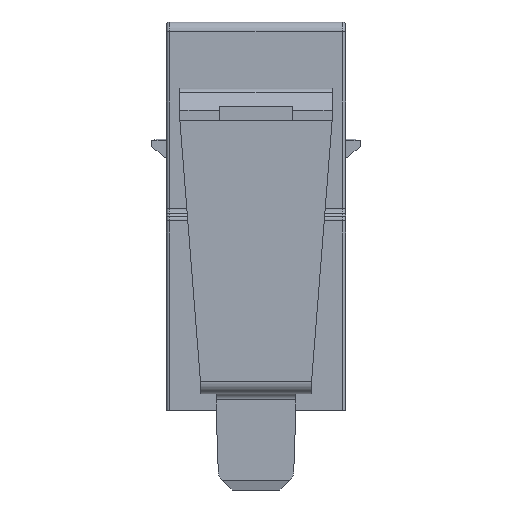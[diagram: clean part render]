
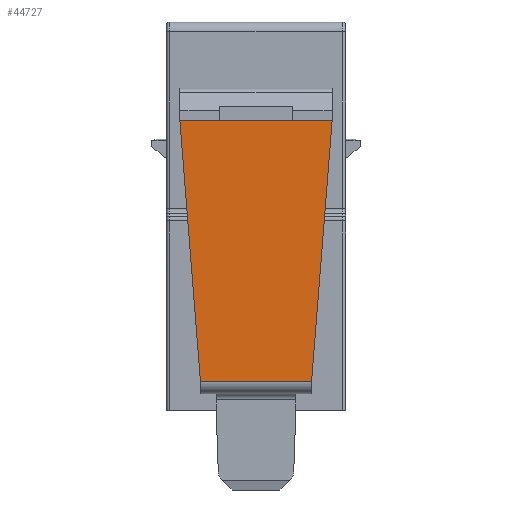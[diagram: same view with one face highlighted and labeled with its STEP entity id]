
A CAD part, front view. The second image highlights one B-rep face of the part: STEP entity #44727.
In plain terms, the highlighted planar face has unit normal (0, -1, 0).
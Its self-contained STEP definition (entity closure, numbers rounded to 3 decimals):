
#25751 = CARTESIAN_POINT ( 'NONE',  ( -6.2, -6.75, -14.4 ) ) ;
#25752 = LINE ( 'NONE', #25751, #25825 ) ;
#25823 = DIRECTION ( 'NONE',  ( 1., 0., 0. ) ) ;
#25825 = VECTOR ( 'NONE', #25823, 1000. ) ;
#25835 = CARTESIAN_POINT ( 'NONE',  ( 4.527, -6.75, -14.4 ) ) ;
#25859 = CARTESIAN_POINT ( 'NONE',  ( -6.2, -6.75, 6.9 ) ) ;
#25882 = CARTESIAN_POINT ( 'NONE',  ( 6.2, -6.75, 6.812 ) ) ;
#25898 = VECTOR ( 'NONE', #26000, 1000. ) ;
#25899 = CARTESIAN_POINT ( 'NONE',  ( 6.2, -6.75, 6.9 ) ) ;
#25900 = LINE ( 'NONE', #25899, #25898 ) ;
#25914 = DIRECTION ( 'NONE',  ( -0.079, 0., -0.997 ) ) ;
#25921 = VECTOR ( 'NONE', #25914, 1000. ) ;
#25923 = CARTESIAN_POINT ( 'NONE',  ( 4.5, -6.75, -14.737 ) ) ;
#25925 = LINE ( 'NONE', #25923, #25921 ) ;
#25926 = DIRECTION ( 'NONE',  ( 0., 0., 1. ) ) ;
#25928 = VECTOR ( 'NONE', #25926, 1000. ) ;
#25943 = CARTESIAN_POINT ( 'NONE',  ( -6.2, -6.75, 6.9 ) ) ;
#25944 = LINE ( 'NONE', #25943, #25928 ) ;
#25951 = CARTESIAN_POINT ( 'NONE',  ( 6.2, -6.75, 6.9 ) ) ;
#25954 = LINE ( 'NONE', #26064, #26063 ) ;
#25955 = FACE_OUTER_BOUND ( 'NONE', #43910, .T. ) ;
#25987 = CARTESIAN_POINT ( 'NONE',  ( -6.2, -6.75, 6.9 ) ) ;
#25988 = LINE ( 'NONE', #25987, #26046 ) ;
#26000 = DIRECTION ( 'NONE',  ( 0., 0., 1. ) ) ;
#26024 = CARTESIAN_POINT ( 'NONE',  ( -6.2, -6.75, 6.812 ) ) ;
#26044 = DIRECTION ( 'NONE',  ( 1., 0., 0. ) ) ;
#26046 = VECTOR ( 'NONE', #26044, 1000. ) ;
#26049 = PLANE ( 'NONE',  #26065 ) ;
#26062 = DIRECTION ( 'NONE',  ( -0.079, 0., 0.997 ) ) ;
#26063 = VECTOR ( 'NONE', #26062, 1000. ) ;
#26064 = CARTESIAN_POINT ( 'NONE',  ( -4.5, -6.75, -14.737 ) ) ;
#26065 = AXIS2_PLACEMENT_3D ( 'NONE', #26095, #26094, #26093 ) ;
#26093 = DIRECTION ( 'NONE',  ( 0., 0., -1. ) ) ;
#26094 = DIRECTION ( 'NONE',  ( 0., 1., 0. ) ) ;
#26095 = CARTESIAN_POINT ( 'NONE',  ( -6.2, -6.75, 6.9 ) ) ;
#26136 = CARTESIAN_POINT ( 'NONE',  ( -4.527, -6.75, -14.4 ) ) ;
#43649 = EDGE_CURVE ( 'NONE', #44853, #43694, #25752, .T. ) ;
#43694 = VERTEX_POINT ( 'NONE', #25835 ) ;
#43910 = EDGE_LOOP ( 'NONE', ( #44140, #44049, #44379, #44146, #44141, #44589 ) ) ;
#43917 = VERTEX_POINT ( 'NONE', #25882 ) ;
#44047 = VERTEX_POINT ( 'NONE', #25951 ) ;
#44048 = VERTEX_POINT ( 'NONE', #25859 ) ;
#44049 = ORIENTED_EDGE ( 'NONE', *, *, #43649, .T. ) ;
#44131 = EDGE_CURVE ( 'NONE', #44669, #44048, #25944, .T. ) ;
#44140 = ORIENTED_EDGE ( 'NONE', *, *, #44544, .F. ) ;
#44141 = ORIENTED_EDGE ( 'NONE', *, *, #44591, .F. ) ;
#44146 = ORIENTED_EDGE ( 'NONE', *, *, #44434, .T. ) ;
#44178 = EDGE_CURVE ( 'NONE', #43917, #43694, #25925, .T. ) ;
#44379 = ORIENTED_EDGE ( 'NONE', *, *, #44178, .F. ) ;
#44434 = EDGE_CURVE ( 'NONE', #43917, #44047, #25900, .T. ) ;
#44544 = EDGE_CURVE ( 'NONE', #44853, #44669, #25954, .T. ) ;
#44589 = ORIENTED_EDGE ( 'NONE', *, *, #44131, .F. ) ;
#44591 = EDGE_CURVE ( 'NONE', #44048, #44047, #25988, .T. ) ;
#44669 = VERTEX_POINT ( 'NONE', #26024 ) ;
#44727 = ADVANCED_FACE ( 'NONE', ( #25955 ), #26049, .F. ) ;
#44853 = VERTEX_POINT ( 'NONE', #26136 ) ;
